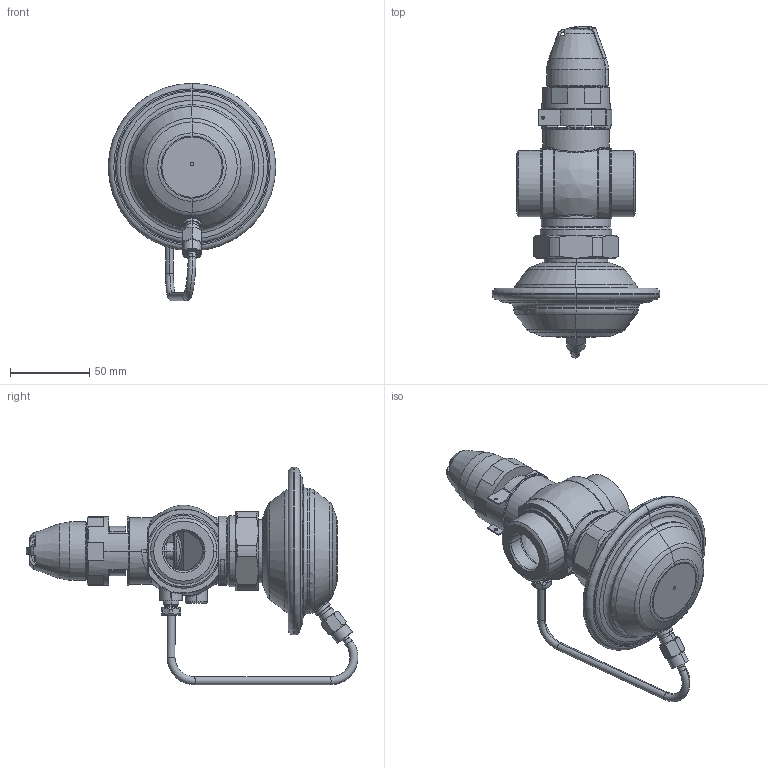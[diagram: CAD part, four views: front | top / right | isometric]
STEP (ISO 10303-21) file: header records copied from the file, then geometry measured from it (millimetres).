
FILE_DESCRIPTION((''),'2;1');
FILE_NAME('003H6739','2015-02-23T',('u317927'),('Danfoss'),'PRO/ENGINEER BY PARAMETRIC TECHNOLOGY CORPORATION, 2014000','PRO/ENGINEER BY PARAMETRIC TECHNOLOGY CORPORATION, 2014000','');
FILE_SCHEMA(('CONFIG_CONTROL_DESIGN'));
Length unit declared in the file: millimetre
Products named in the file (1): 003H6739
Bounding box: 106 x 209.84 x 137.5 mm (x, y, z)
Volume: 216797.8 mm3; surface area: 129279.5 mm2
Topology: 2 solids, 2 shells, 996 faces, 2353 edges, 1425 vertices
Faces by surface type: cylinder 340, plane 243, cone 170, torus 119, bspline 112, sphere 12
Entity records: 42285 total; most frequent: CARTESIAN_POINT 19828, DIRECTION 4758, ORIENTED_EDGE 4690, EDGE_CURVE 2345, AXIS2_PLACEMENT_3D 1992, VERTEX_POINT 1425, CIRCLE 1108, EDGE_LOOP 1096
